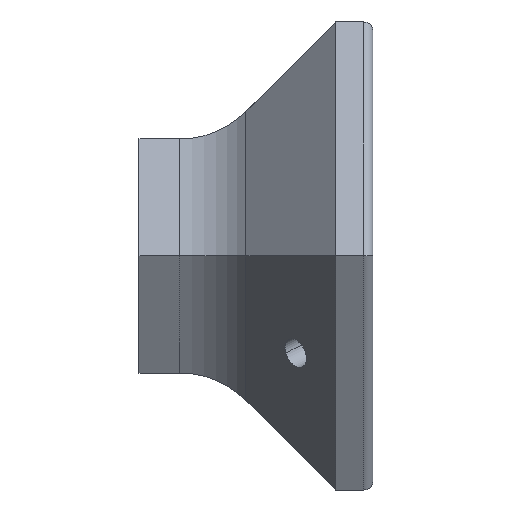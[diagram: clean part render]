
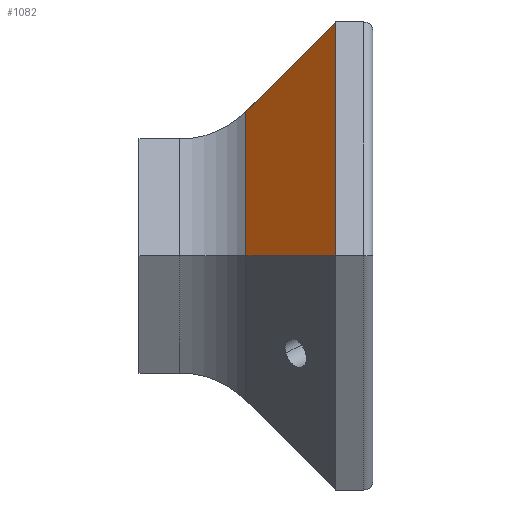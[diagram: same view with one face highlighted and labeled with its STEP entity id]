
A CAD part, left-side view. The second image highlights one B-rep face of the part: STEP entity #1082.
In plain terms, the highlighted planar face has unit normal (-0.612, 0.707, 0.354).
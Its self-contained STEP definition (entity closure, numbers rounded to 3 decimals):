
#21 = EDGE_CURVE ( 'NONE', #1766, #328, #1783, .T. ) ;
#54 = LINE ( 'NONE', #1369, #1924 ) ;
#68 = ORIENTED_EDGE ( 'NONE', *, *, #21, .T. ) ;
#73 = CARTESIAN_POINT ( 'NONE',  ( -7.217, 16.5, 12.5 ) ) ;
#84 = DIRECTION ( 'NONE',  ( 0.378, 0.655, -0.655 ) ) ;
#108 = ORIENTED_EDGE ( 'NONE', *, *, #1658, .T. ) ;
#300 = CARTESIAN_POINT ( 'NONE',  ( -14.434, 16.5, 0. ) ) ;
#328 = VERTEX_POINT ( 'NONE', #640 ) ;
#338 = DIRECTION ( 'NONE',  ( 0.5, 0., 0.866 ) ) ;
#435 = LINE ( 'NONE', #1033, #920 ) ;
#522 = VERTEX_POINT ( 'NONE', #1728 ) ;
#640 = CARTESIAN_POINT ( 'NONE',  ( -8.908, 13.571, 15.429 ) ) ;
#741 = PLANE ( 'NONE',  #876 ) ;
#742 = DIRECTION ( 'NONE',  ( 0.5, 0., 0.866 ) ) ;
#876 = AXIS2_PLACEMENT_3D ( 'NONE', #300, #1367, #338 ) ;
#885 = LINE ( 'NONE', #1487, #965 ) ;
#920 = VECTOR ( 'NONE', #1630, 1000. ) ;
#927 = EDGE_CURVE ( 'NONE', #1814, #1766, #885, .T. ) ;
#928 = DIRECTION ( 'NONE',  ( -0.5, 0., -0.866 ) ) ;
#965 = VECTOR ( 'NONE', #742, 1000. ) ;
#1030 = FACE_OUTER_BOUND ( 'NONE', #1098, .T. ) ;
#1033 = CARTESIAN_POINT ( 'NONE',  ( -14.434, 16.5, 0. ) ) ;
#1082 = ADVANCED_FACE ( 'NONE', ( #1030 ), #741, .F. ) ;
#1098 = EDGE_LOOP ( 'NONE', ( #68, #108, #1345, #1534 ) ) ;
#1134 = CARTESIAN_POINT ( 'NONE',  ( -14.434, 4., 25. ) ) ;
#1345 = ORIENTED_EDGE ( 'NONE', *, *, #1562, .F. ) ;
#1367 = DIRECTION ( 'NONE',  ( 0.612, -0.707, -0.354 ) ) ;
#1369 = CARTESIAN_POINT ( 'NONE',  ( -16.97, 13.571, 1.464 ) ) ;
#1487 = CARTESIAN_POINT ( 'NONE',  ( -28.868, 4., 0. ) ) ;
#1534 = ORIENTED_EDGE ( 'NONE', *, *, #927, .T. ) ;
#1562 = EDGE_CURVE ( 'NONE', #1814, #522, #435, .T. ) ;
#1585 = CARTESIAN_POINT ( 'NONE',  ( -28.868, 4., 0. ) ) ;
#1630 = DIRECTION ( 'NONE',  ( 0.756, 0.655, 0. ) ) ;
#1658 = EDGE_CURVE ( 'NONE', #328, #522, #54, .T. ) ;
#1728 = CARTESIAN_POINT ( 'NONE',  ( -17.816, 13.571, 0. ) ) ;
#1755 = VECTOR ( 'NONE', #84, 1000. ) ;
#1766 = VERTEX_POINT ( 'NONE', #1134 ) ;
#1783 = LINE ( 'NONE', #73, #1755 ) ;
#1814 = VERTEX_POINT ( 'NONE', #1585 ) ;
#1924 = VECTOR ( 'NONE', #928, 1000. ) ;
